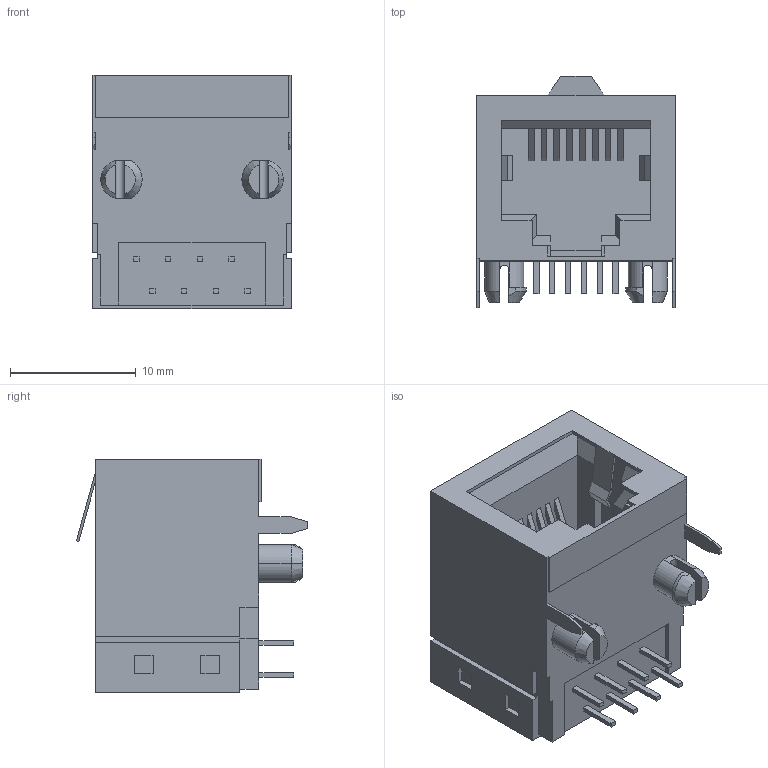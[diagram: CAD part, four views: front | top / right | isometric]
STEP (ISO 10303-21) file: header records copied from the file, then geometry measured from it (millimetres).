
FILE_DESCRIPTION(('STEP AP242'),'1');
FILE_NAME('1-1734264-1.stp','2022-07-26T04:37:23',('TraceParts'),('TraceParts S.A.'),'Spatial InterOp 3D',' ',' ');
FILE_SCHEMA(('AP242_MANAGED_MODEL_BASED_3D_ENGINEERING_MIM_LF {1 0 10303 442 1 1 4}'));
Length unit declared in the file: millimetre
Products named in the file (1): 1-1734264-1
Bounding box: 15.8 x 18.4 x 18.6 mm (x, y, z)
Volume: 2646.5 mm3; surface area: 2370.6 mm2
Topology: 1 solids, 1 shells, 245 faces, 659 edges, 432 vertices
Faces by surface type: plane 227, cylinder 12, cone 6
Entity records: 7598 total; most frequent: CARTESIAN_POINT 1413, ORIENTED_EDGE 1318, DIRECTION 1165, EDGE_CURVE 659, LINE 613, VECTOR 613, VERTEX_POINT 432, EDGE_LOOP 277
